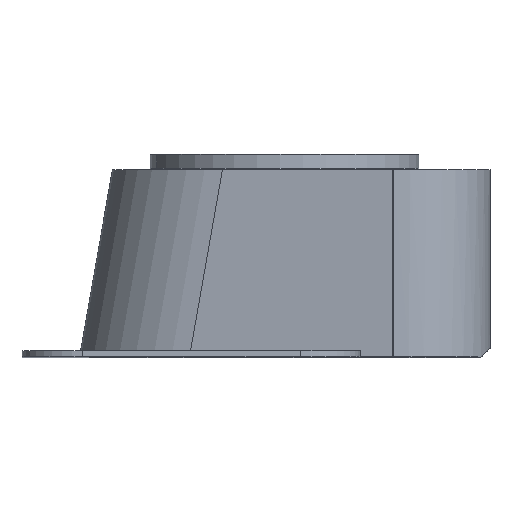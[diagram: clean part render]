
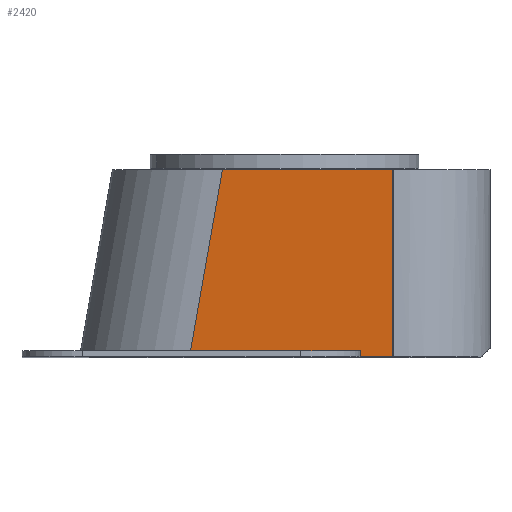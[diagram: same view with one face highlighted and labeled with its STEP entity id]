
A CAD part, top view. The second image highlights one B-rep face of the part: STEP entity #2420.
In plain terms, the highlighted planar face has unit normal (-0.103, 0, 0.995).
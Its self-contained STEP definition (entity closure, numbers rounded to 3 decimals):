
#117 = LINE ( 'NONE', #6552, #5414 ) ;
#505 = DIRECTION ( 'NONE',  ( -0.995, 0., -0.103 ) ) ;
#820 = CARTESIAN_POINT ( 'NONE',  ( -68., 0., 47.704 ) ) ;
#1178 = ORIENTED_EDGE ( 'NONE', *, *, #7473, .T. ) ;
#1191 = ORIENTED_EDGE ( 'NONE', *, *, #2084, .T. ) ;
#1362 = CARTESIAN_POINT ( 'NONE',  ( -32.631, -6.304, 51.381 ) ) ;
#1562 = VERTEX_POINT ( 'NONE', #8728 ) ;
#1761 = VECTOR ( 'NONE', #14013, 1000. ) ;
#1822 = CARTESIAN_POINT ( 'NONE',  ( 35.844, 62., 58.5 ) ) ;
#2084 = EDGE_CURVE ( 'NONE', #9552, #8189, #10689, .T. ) ;
#2271 = DIRECTION ( 'NONE',  ( 0., -1., 0. ) ) ;
#2289 = DIRECTION ( 'NONE',  ( 0.103, 0., -0.995 ) ) ;
#2407 = CARTESIAN_POINT ( 'NONE',  ( 25., 2., 57.373 ) ) ;
#2420 = ADVANCED_FACE ( 'NONE', ( #4282 ), #13063, .F. ) ;
#2582 = LINE ( 'NONE', #11354, #7545 ) ;
#3279 = CARTESIAN_POINT ( 'NONE',  ( -68., 60., 47.704 ) ) ;
#3413 = DIRECTION ( 'NONE',  ( -0.995, 0., -0.103 ) ) ;
#3840 = ORIENTED_EDGE ( 'NONE', *, *, #9325, .T. ) ;
#3903 = VECTOR ( 'NONE', #4411, 1000. ) ;
#4179 = ORIENTED_EDGE ( 'NONE', *, *, #11919, .F. ) ;
#4282 = FACE_OUTER_BOUND ( 'NONE', #7883, .T. ) ;
#4352 = CARTESIAN_POINT ( 'NONE',  ( 25., 60., 57.373 ) ) ;
#4411 = DIRECTION ( 'NONE',  ( 0., -1., 0. ) ) ;
#4735 = VERTEX_POINT ( 'NONE', #11966 ) ;
#5107 = CARTESIAN_POINT ( 'NONE',  ( 35.844, 62., 58.5 ) ) ;
#5219 = VECTOR ( 'NONE', #6171, 1000. ) ;
#5272 = CARTESIAN_POINT ( 'NONE',  ( -20.587, 62., 52.633 ) ) ;
#5414 = VECTOR ( 'NONE', #2271, 1000. ) ;
#6171 = DIRECTION ( 'NONE',  ( 0.995, 0., 0.103 ) ) ;
#6297 = ORIENTED_EDGE ( 'NONE', *, *, #13215, .F. ) ;
#6552 = CARTESIAN_POINT ( 'NONE',  ( 35.844, 60., 58.5 ) ) ;
#7473 = EDGE_CURVE ( 'NONE', #13203, #1562, #13192, .T. ) ;
#7545 = VECTOR ( 'NONE', #505, 1000. ) ;
#7796 = CARTESIAN_POINT ( 'NONE',  ( -31.166, 2., 51.534 ) ) ;
#7883 = EDGE_LOOP ( 'NONE', ( #4179, #1178, #3840, #6297, #8809, #1191 ) ) ;
#8189 = VERTEX_POINT ( 'NONE', #7796 ) ;
#8385 = LINE ( 'NONE', #820, #5219 ) ;
#8728 = CARTESIAN_POINT ( 'NONE',  ( 25., 0., 57.373 ) ) ;
#8809 = ORIENTED_EDGE ( 'NONE', *, *, #13974, .F. ) ;
#8820 = AXIS2_PLACEMENT_3D ( 'NONE', #3279, #2289, #3413 ) ;
#9325 = EDGE_CURVE ( 'NONE', #1562, #4735, #8385, .T. ) ;
#9352 = VERTEX_POINT ( 'NONE', #5107 ) ;
#9552 = VERTEX_POINT ( 'NONE', #5272 ) ;
#10607 = DIRECTION ( 'NONE',  ( 0.995, 0., 0.103 ) ) ;
#10689 = LINE ( 'NONE', #1362, #1761 ) ;
#11354 = CARTESIAN_POINT ( 'NONE',  ( -68., 2., 47.704 ) ) ;
#11604 = LINE ( 'NONE', #1822, #13201 ) ;
#11919 = EDGE_CURVE ( 'NONE', #13203, #8189, #2582, .T. ) ;
#11966 = CARTESIAN_POINT ( 'NONE',  ( 35.844, 0., 58.5 ) ) ;
#13063 = PLANE ( 'NONE',  #8820 ) ;
#13192 = LINE ( 'NONE', #4352, #3903 ) ;
#13201 = VECTOR ( 'NONE', #10607, 1000. ) ;
#13203 = VERTEX_POINT ( 'NONE', #2407 ) ;
#13215 = EDGE_CURVE ( 'NONE', #9352, #4735, #117, .T. ) ;
#13974 = EDGE_CURVE ( 'NONE', #9552, #9352, #11604, .T. ) ;
#14013 = DIRECTION ( 'NONE',  ( -0.174, -0.985, -0.018 ) ) ;
